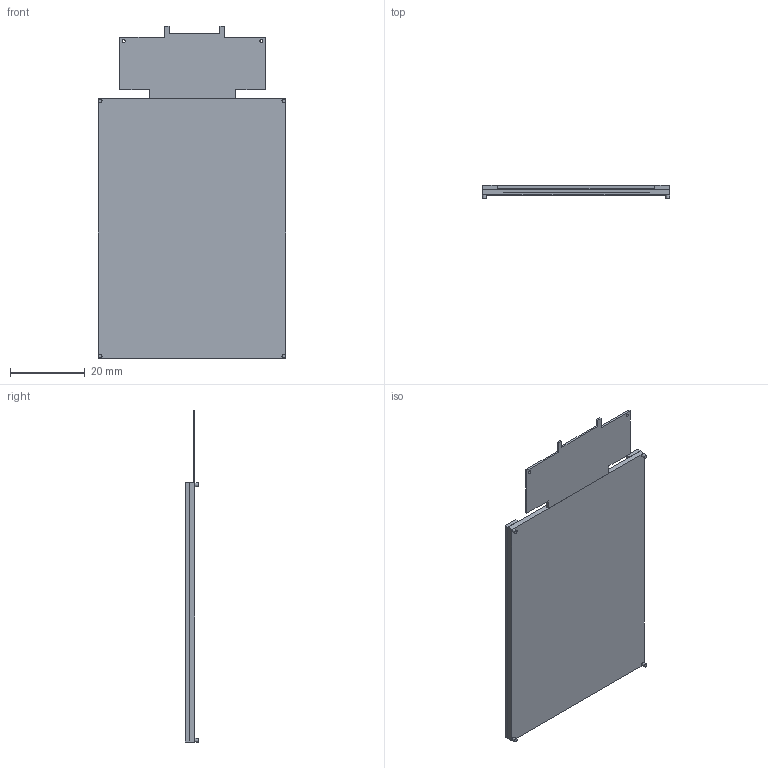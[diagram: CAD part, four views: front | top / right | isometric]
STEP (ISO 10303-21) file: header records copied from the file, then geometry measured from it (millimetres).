
FILE_DESCRIPTION(/* description */ (''),/* implementation_level */ '2;1');
FILE_NAME(/* name */ '2.8in LCD ILI9341 v3.step',/* time_stamp */ '2019-10-04T20:09:10+02:00',/* author */ (''),/* organization */ (''),/* preprocessor_version */ 'ST-DEVELOPER v18',/* originating_system */ 'Autodesk Translation Framework v8.2.0.1029',/* authorisation */ '');
FILE_SCHEMA (('AUTOMOTIVE_DESIGN { 1 0 10303 214 3 1 1 }'));
Length unit declared in the file: millimetre
Products named in the file (1): 2.8in LCD ILI9341
Bounding box: 50 x 3.6 x 88.7 mm (x, y, z)
Volume: 6773.3 mm3; surface area: 15001.4 mm2
Topology: 4 solids, 4 shells, 58 faces, 142 edges, 92 vertices
Faces by surface type: plane 52, cylinder 6
Full cylindrical faces by diameter (mm): 0.8 x2, 0.96 x4
Entity records: 1748 total; most frequent: CARTESIAN_POINT 293, ORIENTED_EDGE 284, DIRECTION 280, EDGE_CURVE 142, LINE 122, VECTOR 122, VERTEX_POINT 92, AXIS2_PLACEMENT_3D 79
